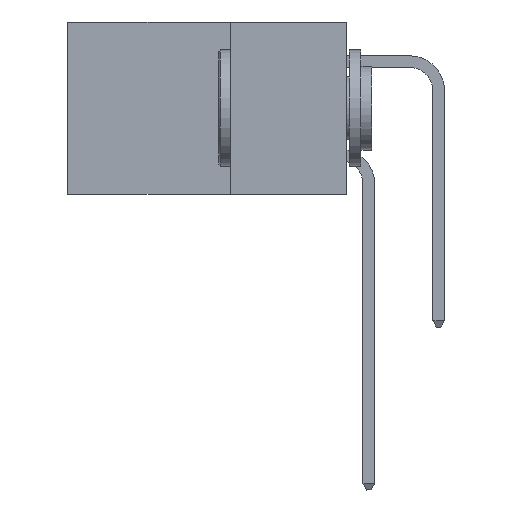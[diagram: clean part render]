
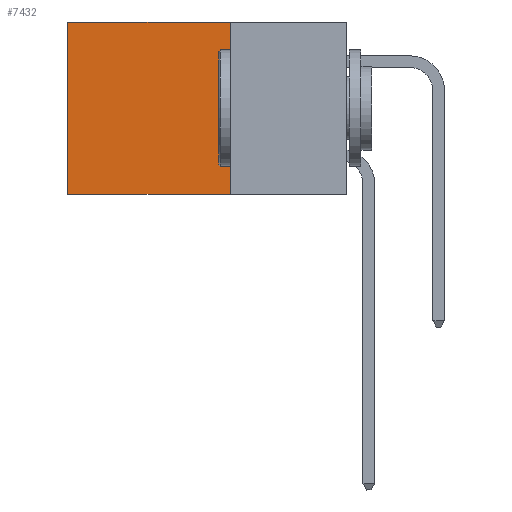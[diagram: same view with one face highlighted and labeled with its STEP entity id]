
A CAD part, left-side view. The second image highlights one B-rep face of the part: STEP entity #7432.
In plain terms, the highlighted planar face has unit normal (-1, 0, 0).
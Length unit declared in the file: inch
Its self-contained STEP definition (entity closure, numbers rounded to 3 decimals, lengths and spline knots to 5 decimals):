
#197 = LINE ( 'NONE', #29033, #31404 ) ;
#2151 = ORIENTED_EDGE ( 'NONE', *, *, #15363, .T. ) ;
#2601 = CARTESIAN_POINT ( 'NONE',  ( 0.2875, 0.25, -0.37 ) ) ;
#2847 = LINE ( 'NONE', #5455, #25823 ) ;
#4021 = ORIENTED_EDGE ( 'NONE', *, *, #18280, .F. ) ;
#5455 = CARTESIAN_POINT ( 'NONE',  ( 0.2875, 0.25, -0.37 ) ) ;
#5573 = VERTEX_POINT ( 'NONE', #2601 ) ;
#7207 = DIRECTION ( 'NONE',  ( 1., 0., 0. ) ) ;
#7432 = ADVANCED_FACE ( 'NONE', ( #27352 ), #22268, .F. ) ;
#7537 = CARTESIAN_POINT ( 'NONE',  ( 0.2875, 0.25, 0. ) ) ;
#7993 = CARTESIAN_POINT ( 'NONE',  ( 0.2875, 0.6, 0. ) ) ;
#8163 = LINE ( 'NONE', #8338, #27608 ) ;
#8338 = CARTESIAN_POINT ( 'NONE',  ( 0.2875, 0.6, 0. ) ) ;
#8894 = VERTEX_POINT ( 'NONE', #32100 ) ;
#11204 = DIRECTION ( 'NONE',  ( 0., 1., 0. ) ) ;
#11988 = VERTEX_POINT ( 'NONE', #7993 ) ;
#12145 = AXIS2_PLACEMENT_3D ( 'NONE', #7537, #7207, #25034 ) ;
#13064 = CARTESIAN_POINT ( 'NONE',  ( 0.2875, 0.6, -0.37 ) ) ;
#15363 = EDGE_CURVE ( 'NONE', #11988, #18386, #8163, .T. ) ;
#16234 = ORIENTED_EDGE ( 'NONE', *, *, #26341, .T. ) ;
#16356 = DIRECTION ( 'NONE',  ( 0., 0., -1. ) ) ;
#17882 = ORIENTED_EDGE ( 'NONE', *, *, #30331, .F. ) ;
#18280 = EDGE_CURVE ( 'NONE', #5573, #18386, #2847, .T. ) ;
#18386 = VERTEX_POINT ( 'NONE', #13064 ) ;
#22268 = PLANE ( 'NONE',  #12145 ) ;
#23368 = LINE ( 'NONE', #23489, #29346 ) ;
#23489 = CARTESIAN_POINT ( 'NONE',  ( 0.2875, 0.25, 0. ) ) ;
#23496 = DIRECTION ( 'NONE',  ( 0., 1., 0. ) ) ;
#24385 = EDGE_LOOP ( 'NONE', ( #2151, #4021, #17882, #16234 ) ) ;
#25034 = DIRECTION ( 'NONE',  ( 0., 0., -1. ) ) ;
#25823 = VECTOR ( 'NONE', #23496, 39.37008 ) ;
#26060 = DIRECTION ( 'NONE',  ( 0., 0., -1. ) ) ;
#26341 = EDGE_CURVE ( 'NONE', #8894, #11988, #23368, .T. ) ;
#27352 = FACE_OUTER_BOUND ( 'NONE', #24385, .T. ) ;
#27608 = VECTOR ( 'NONE', #26060, 39.37008 ) ;
#29033 = CARTESIAN_POINT ( 'NONE',  ( 0.2875, 0.25, 0. ) ) ;
#29346 = VECTOR ( 'NONE', #11204, 39.37008 ) ;
#30331 = EDGE_CURVE ( 'NONE', #8894, #5573, #197, .T. ) ;
#31404 = VECTOR ( 'NONE', #16356, 39.37008 ) ;
#32100 = CARTESIAN_POINT ( 'NONE',  ( 0.2875, 0.25, 0. ) ) ;
